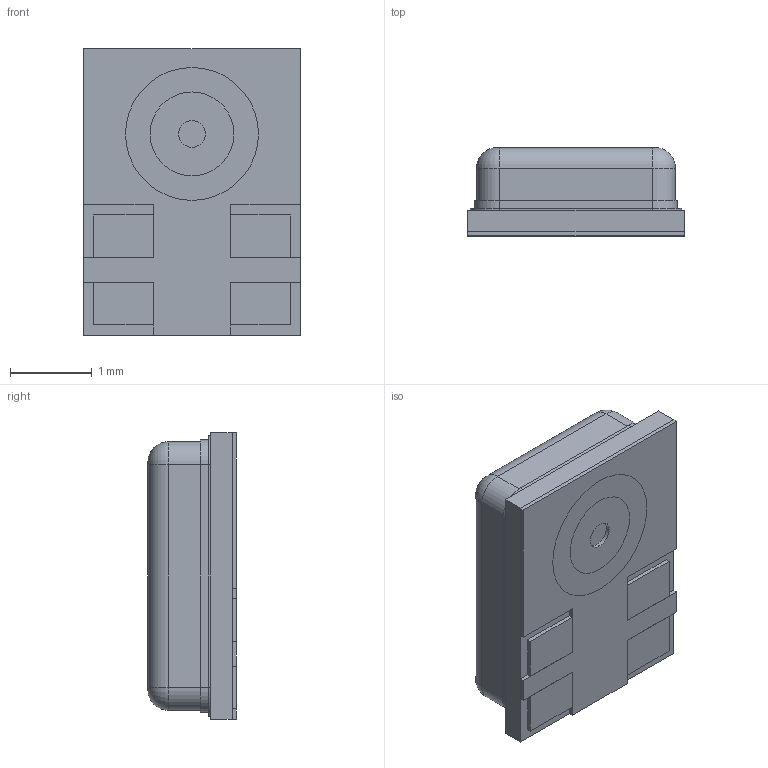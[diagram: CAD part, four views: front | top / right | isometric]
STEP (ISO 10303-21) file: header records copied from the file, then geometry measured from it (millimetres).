
FILE_DESCRIPTION (( 'STEP AP214' ), '1' );
FILE_NAME ('SPH0655LM4H-1.STEP', '2021-07-22T01:39:55', ( '' ), ( '' ), 'SwSTEP 2.0', 'SolidWorks 2017', '' );
FILE_SCHEMA (( 'AUTOMOTIVE_DESIGN' ));
Length unit declared in the file: millimetre
Products named in the file (1): SPH0655LM4H-1
Bounding box: 2.65 x 1.08 x 3.5 mm (x, y, z)
Volume: 8.8 mm3; surface area: 66.6 mm2
Topology: 11 solids, 11 shells, 114 faces, 262 edges, 172 vertices
Faces by surface type: plane 76, cylinder 34, torus 4
Entity records: 3354 total; most frequent: DIRECTION 564, CARTESIAN_POINT 549, ORIENTED_EDGE 524, EDGE_CURVE 262, LINE 190, VECTOR 190, AXIS2_PLACEMENT_3D 187, VERTEX_POINT 172
